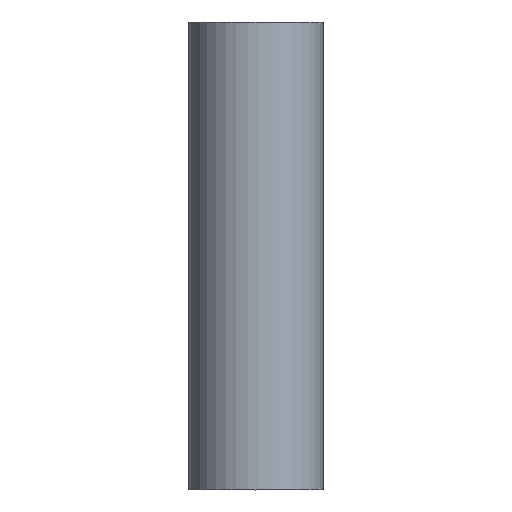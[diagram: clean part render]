
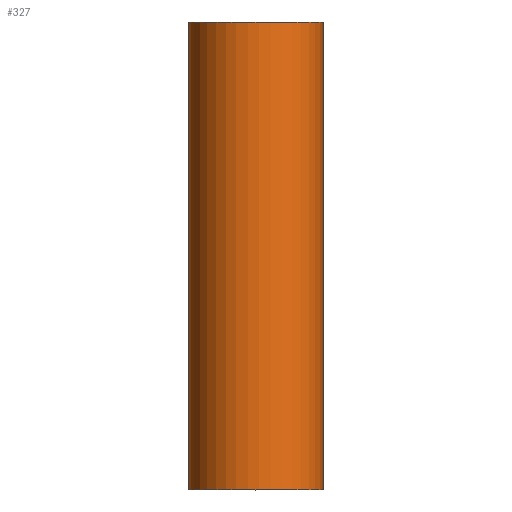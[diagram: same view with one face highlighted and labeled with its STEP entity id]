
A CAD part, top view. The second image highlights one B-rep face of the part: STEP entity #327.
In plain terms, the highlighted cylindrical face has radius 21.907 mm (diameter 43.815 mm), a partial arc.
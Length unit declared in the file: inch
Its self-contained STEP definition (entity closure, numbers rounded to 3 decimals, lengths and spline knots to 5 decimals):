
#230=CARTESIAN_POINT('',(-0.86029,-3.06053,0.12219));
#231=VERTEX_POINT('',#230);
#239=CARTESIAN_POINT('',(-0.86029,2.93947,0.12219));
#240=VERTEX_POINT('',#239);
#241=CARTESIAN_POINT('',(-0.86029,-0.06053,0.12219));
#242=DIRECTION('',(0.,-1.,0.));
#243=VECTOR('',#242,1.);
#244=LINE('',#241,#243);
#245=EDGE_CURVE('',#240,#231,#244,.T.);
#295=ORIENTED_EDGE('',*,*,#245,.T.);
#296=CARTESIAN_POINT('',(0.,-3.06053,-0.80197));
#297=VERTEX_POINT('',#296);
#298=CARTESIAN_POINT('',(0.,-3.06053,0.06053));
#299=DIRECTION('',(0.,1.,0.));
#300=DIRECTION('',(1.,0.,0.));
#301=AXIS2_PLACEMENT_3D('',#298,#299,#300);
#302=CIRCLE('',#301,0.8625);
#303=EDGE_CURVE('',#231,#297,#302,.T.);
#304=ORIENTED_EDGE('',*,*,#303,.T.);
#305=CARTESIAN_POINT('',(0.,2.93947,-0.80197));
#306=VERTEX_POINT('',#305);
#307=CARTESIAN_POINT('',(0.,-0.06053,-0.80197));
#308=DIRECTION('',(0.,1.,0.));
#309=VECTOR('',#308,1.);
#310=LINE('',#307,#309);
#311=EDGE_CURVE('',#297,#306,#310,.T.);
#312=ORIENTED_EDGE('',*,*,#311,.T.);
#313=CARTESIAN_POINT('',(0.,2.93947,0.06053));
#314=DIRECTION('',(0.,-1.,0.));
#315=DIRECTION('',(1.,0.,0.));
#316=AXIS2_PLACEMENT_3D('',#313,#314,#315);
#317=CIRCLE('',#316,0.8625);
#318=EDGE_CURVE('',#306,#240,#317,.T.);
#319=ORIENTED_EDGE('',*,*,#318,.T.);
#320=EDGE_LOOP('',(#295,#304,#312,#319));
#321=FACE_OUTER_BOUND('',#320,.T.);
#322=CARTESIAN_POINT('',(0.,-0.06053,0.06053));
#323=DIRECTION('',(0.,-1.,0.));
#324=DIRECTION('',(-0.732,0.,-0.681));
#325=AXIS2_PLACEMENT_3D('',#322,#323,#324);
#326=CYLINDRICAL_SURFACE('',#325,0.8625);
#327=ADVANCED_FACE('',(#321),#326,.T.);
